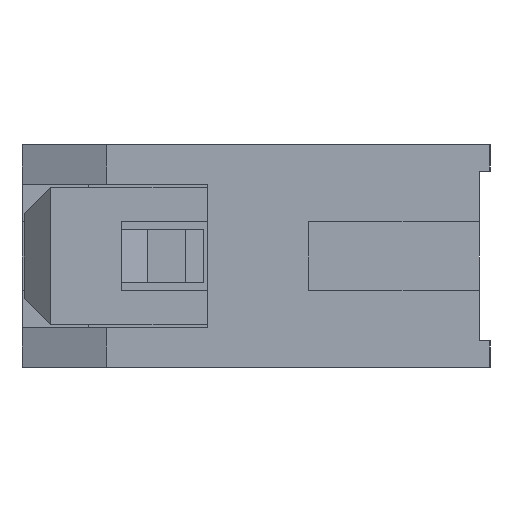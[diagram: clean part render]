
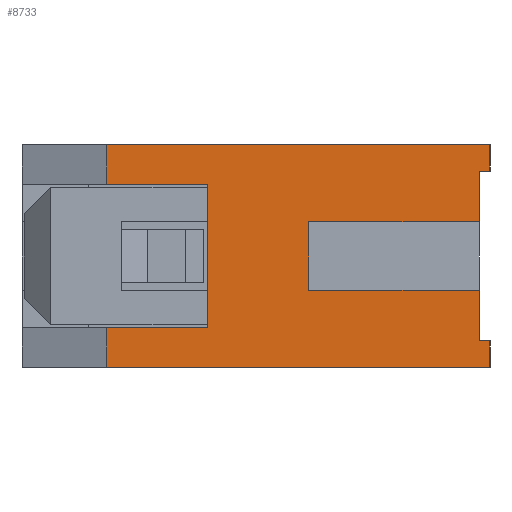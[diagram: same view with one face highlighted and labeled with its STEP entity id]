
A CAD part, left-side view. The second image highlights one B-rep face of the part: STEP entity #8733.
In plain terms, the highlighted planar face has unit normal (-1, 0, 0).
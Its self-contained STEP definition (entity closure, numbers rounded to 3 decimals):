
#4757=CARTESIAN_POINT('',(0.,-3.32,-4.7));
#4758=VERTEX_POINT('',#4757);
#4765=CARTESIAN_POINT('',(0.,3.9,-4.7));
#4766=VERTEX_POINT('',#4765);
#4767=CARTESIAN_POINT('',(0.,-3.32,-4.7));
#4768=DIRECTION('',(0.,1.,0.));
#4769=VECTOR('',#4768,7.22);
#4770=LINE('',#4767,#4769);
#4771=EDGE_CURVE('',#4758,#4766,#4770,.T.);
#5042=CARTESIAN_POINT('',(0.,3.9,-0.5));
#5043=VERTEX_POINT('',#5042);
#5050=CARTESIAN_POINT('',(0.,-3.32,-0.5));
#5051=VERTEX_POINT('',#5050);
#5052=CARTESIAN_POINT('',(0.,-3.32,-0.5));
#5053=DIRECTION('',(0.,1.,0.));
#5054=VECTOR('',#5053,7.22);
#5055=LINE('',#5052,#5054);
#5056=EDGE_CURVE('',#5051,#5043,#5055,.T.);
#5529=CARTESIAN_POINT('',(0.,-3.12,-1.));
#5530=VERTEX_POINT('',#5529);
#5537=CARTESIAN_POINT('',(0.,-3.12,-1.95));
#5538=VERTEX_POINT('',#5537);
#5539=CARTESIAN_POINT('',(0.,-3.12,-1.));
#5540=DIRECTION('',(0.,0.,-1.));
#5541=VECTOR('',#5540,0.95);
#5542=LINE('',#5539,#5541);
#5543=EDGE_CURVE('',#5530,#5538,#5542,.T.);
#5561=CARTESIAN_POINT('',(0.,-3.12,-3.25));
#5562=VERTEX_POINT('',#5561);
#5569=CARTESIAN_POINT('',(0.,-3.12,-4.2));
#5570=VERTEX_POINT('',#5569);
#5571=CARTESIAN_POINT('',(0.,-3.12,-3.25));
#5572=DIRECTION('',(0.,0.,-1.));
#5573=VECTOR('',#5572,0.95);
#5574=LINE('',#5571,#5573);
#5575=EDGE_CURVE('',#5562,#5570,#5574,.T.);
#5599=CARTESIAN_POINT('',(0.,-3.32,-4.2));
#5600=VERTEX_POINT('',#5599);
#5607=CARTESIAN_POINT('',(0.,-3.32,-4.2));
#5608=DIRECTION('',(0.,0.,-1.));
#5609=VECTOR('',#5608,0.5);
#5610=LINE('',#5607,#5609);
#5611=EDGE_CURVE('',#5600,#4758,#5610,.T.);
#5631=CARTESIAN_POINT('',(0.,-3.32,-1.));
#5632=VERTEX_POINT('',#5631);
#5633=CARTESIAN_POINT('',(0.,-3.32,-0.5));
#5634=DIRECTION('',(0.,0.,-1.));
#5635=VECTOR('',#5634,0.5);
#5636=LINE('',#5633,#5635);
#5637=EDGE_CURVE('',#5051,#5632,#5636,.T.);
#5660=CARTESIAN_POINT('',(0.,-3.12,-4.2));
#5661=DIRECTION('',(0.,-1.,0.));
#5662=VECTOR('',#5661,0.2);
#5663=LINE('',#5660,#5662);
#5664=EDGE_CURVE('',#5570,#5600,#5663,.T.);
#5682=CARTESIAN_POINT('',(0.,-3.32,-1.));
#5683=DIRECTION('',(0.,1.,0.));
#5684=VECTOR('',#5683,0.2);
#5685=LINE('',#5682,#5684);
#5686=EDGE_CURVE('',#5632,#5530,#5685,.T.);
#6425=CARTESIAN_POINT('',(0.,0.1,-3.25));
#6426=VERTEX_POINT('',#6425);
#6433=CARTESIAN_POINT('',(0.,-3.12,-3.25));
#6434=DIRECTION('',(0.,1.,0.));
#6435=VECTOR('',#6434,3.22);
#6436=LINE('',#6433,#6435);
#6437=EDGE_CURVE('',#5562,#6426,#6436,.T.);
#6664=CARTESIAN_POINT('',(0.,0.1,-1.95));
#6665=VERTEX_POINT('',#6664);
#6666=CARTESIAN_POINT('',(0.,0.1,-1.95));
#6667=DIRECTION('',(0.,-1.,0.));
#6668=VECTOR('',#6667,3.22);
#6669=LINE('',#6666,#6668);
#6670=EDGE_CURVE('',#6665,#5538,#6669,.T.);
#8672=CARTESIAN_POINT('',(0.,0.1,-4.7));
#8673=DIRECTION('',(0.,-1.,0.));
#8674=DIRECTION('',(-1.,0.,0.));
#8675=AXIS2_PLACEMENT_3D('',#8672,#8674,#8673);
#8676=PLANE('',#8675);
#8677=CARTESIAN_POINT('',(0.,3.9,-3.95));
#8678=VERTEX_POINT('',#8677);
#8679=CARTESIAN_POINT('',(0.,2.,-3.95));
#8680=VERTEX_POINT('',#8679);
#8681=CARTESIAN_POINT('',(0.,3.9,-3.95));
#8682=DIRECTION('',(0.,-1.,0.));
#8683=VECTOR('',#8682,1.9);
#8684=LINE('',#8681,#8683);
#8685=EDGE_CURVE('',#8678,#8680,#8684,.T.);
#8686=ORIENTED_EDGE('',*,*,#8685,.F.);
#8687=CARTESIAN_POINT('',(0.,3.9,-3.95));
#8688=DIRECTION('',(0.,0.,-1.));
#8689=VECTOR('',#8688,0.75);
#8690=LINE('',#8687,#8689);
#8691=EDGE_CURVE('',#8678,#4766,#8690,.T.);
#8692=ORIENTED_EDGE('',*,*,#8691,.T.);
#8693=ORIENTED_EDGE('',*,*,#4771,.F.);
#8694=ORIENTED_EDGE('',*,*,#5611,.F.);
#8695=ORIENTED_EDGE('',*,*,#5664,.F.);
#8696=ORIENTED_EDGE('',*,*,#5575,.F.);
#8697=ORIENTED_EDGE('',*,*,#6437,.T.);
#8698=CARTESIAN_POINT('',(0.,0.1,-3.25));
#8699=DIRECTION('',(0.,0.,1.));
#8700=VECTOR('',#8699,1.3);
#8701=LINE('',#8698,#8700);
#8702=EDGE_CURVE('',#6426,#6665,#8701,.T.);
#8703=ORIENTED_EDGE('',*,*,#8702,.T.);
#8704=ORIENTED_EDGE('',*,*,#6670,.T.);
#8705=ORIENTED_EDGE('',*,*,#5543,.F.);
#8706=ORIENTED_EDGE('',*,*,#5686,.F.);
#8707=ORIENTED_EDGE('',*,*,#5637,.F.);
#8708=ORIENTED_EDGE('',*,*,#5056,.T.);
#8709=CARTESIAN_POINT('',(0.,3.9,-1.25));
#8710=VERTEX_POINT('',#8709);
#8711=CARTESIAN_POINT('',(0.,3.9,-0.5));
#8712=DIRECTION('',(0.,0.,-1.));
#8713=VECTOR('',#8712,0.75);
#8714=LINE('',#8711,#8713);
#8715=EDGE_CURVE('',#5043,#8710,#8714,.T.);
#8716=ORIENTED_EDGE('',*,*,#8715,.T.);
#8717=CARTESIAN_POINT('',(0.,2.,-1.25));
#8718=VERTEX_POINT('',#8717);
#8719=CARTESIAN_POINT('',(0.,2.,-1.25));
#8720=DIRECTION('',(0.,1.,0.));
#8721=VECTOR('',#8720,1.9);
#8722=LINE('',#8719,#8721);
#8723=EDGE_CURVE('',#8718,#8710,#8722,.T.);
#8724=ORIENTED_EDGE('',*,*,#8723,.F.);
#8725=CARTESIAN_POINT('',(0.,2.,-3.95));
#8726=DIRECTION('',(0.,0.,1.));
#8727=VECTOR('',#8726,2.7);
#8728=LINE('',#8725,#8727);
#8729=EDGE_CURVE('',#8680,#8718,#8728,.T.);
#8730=ORIENTED_EDGE('',*,*,#8729,.F.);
#8731=EDGE_LOOP('',(#8686,#8692,#8693,#8694,#8695,#8696,#8697,#8703,#8704,#8705,#8706,#8707,#8708,#8716,#8724,#8730));
#8732=FACE_OUTER_BOUND('',#8731,.T.);
#8733=ADVANCED_FACE('',(#8732),#8676,.T.);
